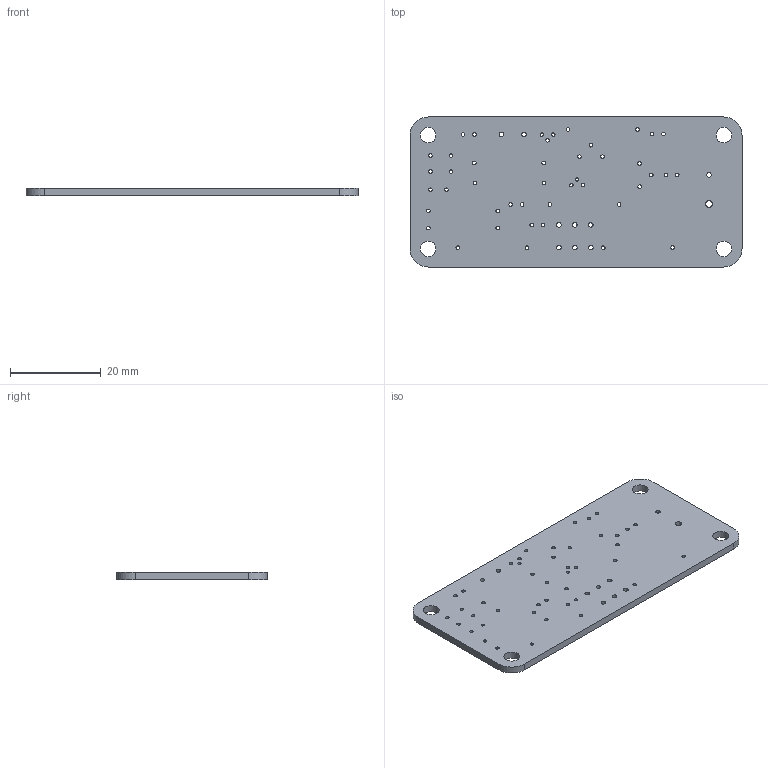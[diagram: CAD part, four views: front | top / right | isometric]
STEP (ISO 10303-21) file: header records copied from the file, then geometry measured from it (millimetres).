
FILE_DESCRIPTION(('FreeCAD Model'),'2;1');
FILE_NAME('justtheboard.step', '2020-05-06T19:50:20',('Author'),(''), 'Open CASCADE STEP processor 7.3','FreeCAD','Unknown');
FILE_SCHEMA(('AUTOMOTIVE_DESIGN { 1 0 10303 214 1 1 1 1 }'));
Length unit declared in the file: millimetre
Products named in the file (1): Pcb_1f9f
Bounding box: 73 x 33 x 1.6 mm (x, y, z)
Volume: 3725 mm3; surface area: 5280.2 mm2
Topology: 1 solids, 1 shells, 68 faces, 198 edges, 132 vertices
Faces by surface type: cylinder 62, plane 6
Full cylindrical faces by diameter (mm): 0.75 x6, 0.762 x6, 0.8 x32, 1 x7, 1.001 x2, 1.45 x1, 3.429 x4
Entity records: 2579 total; most frequent: DIRECTION 460, CARTESIAN_POINT 399, ORIENTED_EDGE 396, EDGE_CURVE 198, AXIS2_PLACEMENT_3D 193, FACE_BOUND 184, EDGE_LOOP 184, VERTEX_POINT 132
